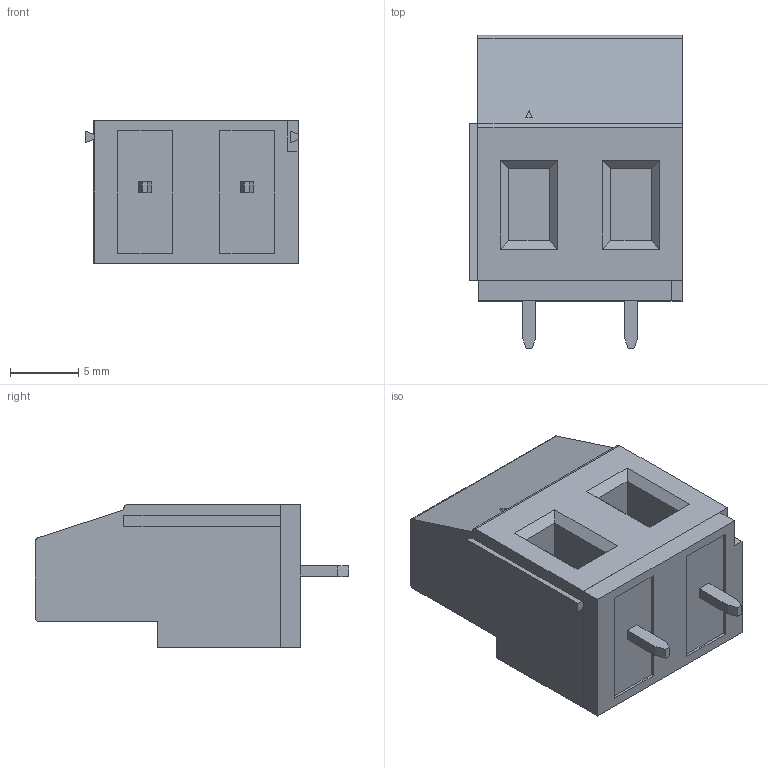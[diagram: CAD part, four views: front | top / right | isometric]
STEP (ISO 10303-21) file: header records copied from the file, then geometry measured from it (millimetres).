
FILE_DESCRIPTION (( 'STEP AP214' ), '1' );
FILE_NAME ('DG129-7.5-02P-14-00AH.STEP', '2021-01-12T19:50:36', ( '' ), ( '' ), 'SwSTEP 2.0', 'SolidWorks 2020', '' );
FILE_SCHEMA (( 'AUTOMOTIVE_DESIGN' ));
Length unit declared in the file: millimetre
Products named in the file (1): DG129-7.5-02P-14-00AH
Bounding box: 15.6 x 23 x 10.5 mm (x, y, z)
Volume: 2379.9 mm3; surface area: 1667 mm2
Topology: 1 solids, 1 shells, 401 faces, 1059 edges, 698 vertices
Faces by surface type: plane 221, bspline 149, cylinder 19, torus 10, cone 2
Entity records: 22908 total; most frequent: CARTESIAN_POINT 10588, ORIENTED_EDGE 2118, DIRECTION 1335, EDGE_CURVE 1059, VERTEX_POINT 698, VECTOR 685, LINE 685, EDGE_LOOP 439
